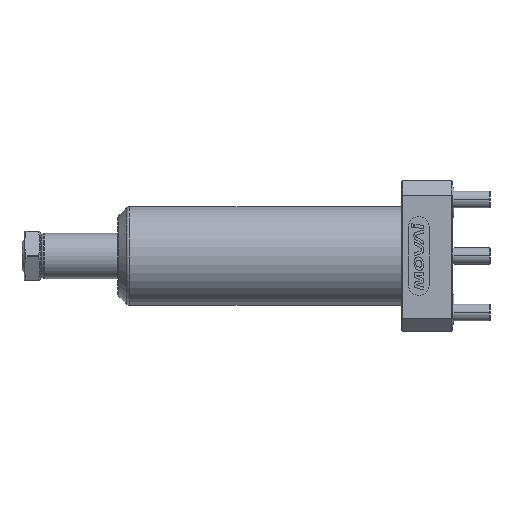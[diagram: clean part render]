
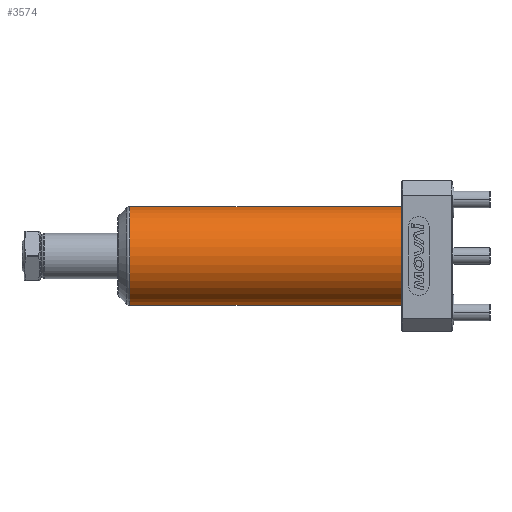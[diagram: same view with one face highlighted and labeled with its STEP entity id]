
A CAD part, left-side view. The second image highlights one B-rep face of the part: STEP entity #3574.
In plain terms, the highlighted cylindrical face has radius 24 mm (diameter 48 mm), a partial arc.
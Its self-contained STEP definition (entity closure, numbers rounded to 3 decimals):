
#263 = CARTESIAN_POINT ( 'NONE',  ( 0., 0., -24. ) ) ;
#313 = CARTESIAN_POINT ( 'NONE',  ( 0., 25., -24. ) ) ;
#995 = DIRECTION ( 'NONE',  ( 0., -1., 0. ) ) ;
#1062 = DIRECTION ( 'NONE',  ( 0., 0., -1. ) ) ;
#1176 = CARTESIAN_POINT ( 'NONE',  ( 0., 25., 24. ) ) ;
#2086 = EDGE_CURVE ( 'NONE', #16019, #3036, #10927, .T. ) ;
#2092 = ORIENTED_EDGE ( 'NONE', *, *, #2086, .F. ) ;
#2117 = VERTEX_POINT ( 'NONE', #313 ) ;
#2467 = CARTESIAN_POINT ( 'NONE',  ( 0., 0., 0. ) ) ;
#2538 = CARTESIAN_POINT ( 'NONE',  ( 0., 25., 0. ) ) ;
#2571 = CIRCLE ( 'NONE', #9573, 24. ) ;
#3036 = VERTEX_POINT ( 'NONE', #1176 ) ;
#3508 = AXIS2_PLACEMENT_3D ( 'NONE', #12146, #8115, #5653 ) ;
#3574 = ADVANCED_FACE ( 'NONE', ( #7926 ), #13339, .T. ) ;
#4067 = DIRECTION ( 'NONE',  ( 0., -1., 0. ) ) ;
#4282 = LINE ( 'NONE', #263, #11941 ) ;
#4394 = VERTEX_POINT ( 'NONE', #15877 ) ;
#4408 = EDGE_CURVE ( 'NONE', #3036, #2117, #2571, .T. ) ;
#5062 = EDGE_LOOP ( 'NONE', ( #2092, #9765, #16406, #7396 ) ) ;
#5351 = AXIS2_PLACEMENT_3D ( 'NONE', #2467, #995, #14322 ) ;
#5403 = CARTESIAN_POINT ( 'NONE',  ( 0., 0., 24. ) ) ;
#5653 = DIRECTION ( 'NONE',  ( 0., 0., -1. ) ) ;
#7396 = ORIENTED_EDGE ( 'NONE', *, *, #4408, .F. ) ;
#7912 = DIRECTION ( 'NONE',  ( 0., -1., 0. ) ) ;
#7926 = FACE_OUTER_BOUND ( 'NONE', #5062, .T. ) ;
#8115 = DIRECTION ( 'NONE',  ( 0., -1., 0. ) ) ;
#8837 = EDGE_CURVE ( 'NONE', #16019, #4394, #12205, .T. ) ;
#9220 = CARTESIAN_POINT ( 'NONE',  ( 0., 157.172, 24. ) ) ;
#9286 = VECTOR ( 'NONE', #4067, 1000. ) ;
#9573 = AXIS2_PLACEMENT_3D ( 'NONE', #2538, #7912, #1062 ) ;
#9765 = ORIENTED_EDGE ( 'NONE', *, *, #8837, .T. ) ;
#10590 = EDGE_CURVE ( 'NONE', #4394, #2117, #4282, .T. ) ;
#10927 = LINE ( 'NONE', #5403, #9286 ) ;
#11941 = VECTOR ( 'NONE', #14900, 1000. ) ;
#12146 = CARTESIAN_POINT ( 'NONE',  ( 0., 157.172, 0. ) ) ;
#12205 = CIRCLE ( 'NONE', #3508, 24. ) ;
#13339 = CYLINDRICAL_SURFACE ( 'NONE', #5351, 24. ) ;
#14322 = DIRECTION ( 'NONE',  ( 0., 0., -1. ) ) ;
#14900 = DIRECTION ( 'NONE',  ( 0., -1., 0. ) ) ;
#15877 = CARTESIAN_POINT ( 'NONE',  ( 0., 157.172, -24. ) ) ;
#16019 = VERTEX_POINT ( 'NONE', #9220 ) ;
#16406 = ORIENTED_EDGE ( 'NONE', *, *, #10590, .T. ) ;
